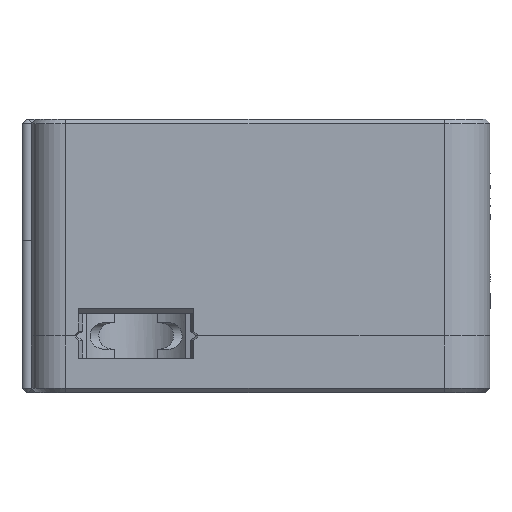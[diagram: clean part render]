
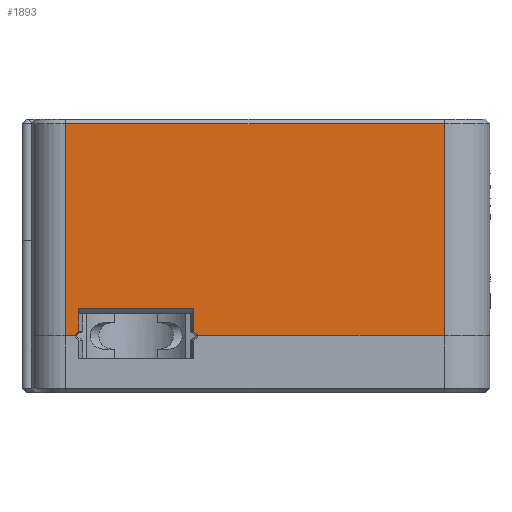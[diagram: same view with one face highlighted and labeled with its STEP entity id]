
A CAD part, left-side view. The second image highlights one B-rep face of the part: STEP entity #1893.
In plain terms, the highlighted planar face has unit normal (-1, 0, 0).
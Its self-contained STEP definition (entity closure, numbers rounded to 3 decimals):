
#88 = CARTESIAN_POINT ( 'NONE',  ( -11.3, 10., 0. ) ) ;
#323 = CARTESIAN_POINT ( 'NONE',  ( -11.3, -5.05, 0.4 ) ) ;
#363 = VERTEX_POINT ( 'NONE', #13308 ) ;
#483 = CARTESIAN_POINT ( 'NONE',  ( -11.3, -5.05, 0.4 ) ) ;
#732 = EDGE_LOOP ( 'NONE', ( #1269, #6023, #10000, #5427, #6778, #12871, #2021, #11950, #5148, #13750 ) ) ;
#840 = VERTEX_POINT ( 'NONE', #1648 ) ;
#871 = LINE ( 'NONE', #14029, #13922 ) ;
#1269 = ORIENTED_EDGE ( 'NONE', *, *, #2120, .F. ) ;
#1394 = EDGE_CURVE ( 'NONE', #363, #12270, #2179, .T. ) ;
#1648 = CARTESIAN_POINT ( 'NONE',  ( -11.3, 6.173, 18.6 ) ) ;
#1843 = DIRECTION ( 'NONE',  ( 0., 0., 1. ) ) ;
#1885 = CARTESIAN_POINT ( 'NONE',  ( -11.3, 10., 87.04 ) ) ;
#1886 = CARTESIAN_POINT ( 'NONE',  ( -11.3, 5.05, -2. ) ) ;
#1893 = ADVANCED_FACE ( 'NONE', ( #7447 ), #3241, .F. ) ;
#2021 = ORIENTED_EDGE ( 'NONE', *, *, #12822, .T. ) ;
#2078 = DIRECTION ( 'NONE',  ( 0., 0., 1. ) ) ;
#2090 = VERTEX_POINT ( 'NONE', #9699 ) ;
#2120 = EDGE_CURVE ( 'NONE', #11014, #12270, #871, .T. ) ;
#2179 = LINE ( 'NONE', #13013, #8244 ) ;
#2795 = VERTEX_POINT ( 'NONE', #5049 ) ;
#2956 = VECTOR ( 'NONE', #8101, 1000. ) ;
#3241 = PLANE ( 'NONE',  #12125 ) ;
#3666 = EDGE_CURVE ( 'NONE', #7206, #13523, #12390, .T. ) ;
#3926 = CARTESIAN_POINT ( 'NONE',  ( -11.3, 6.173, -5. ) ) ;
#4290 = CARTESIAN_POINT ( 'NONE',  ( -11.3, 6.173, 18.6 ) ) ;
#4942 = LINE ( 'NONE', #1886, #10251 ) ;
#5006 = VECTOR ( 'NONE', #12118, 1000. ) ;
#5049 = CARTESIAN_POINT ( 'NONE',  ( -11.3, -27., 18.6 ) ) ;
#5148 = ORIENTED_EDGE ( 'NONE', *, *, #12716, .T. ) ;
#5302 = DIRECTION ( 'NONE',  ( 0., 1., 0. ) ) ;
#5412 = DIRECTION ( 'NONE',  ( 0., 1., 0. ) ) ;
#5427 = ORIENTED_EDGE ( 'NONE', *, *, #6125, .T. ) ;
#5670 = VECTOR ( 'NONE', #1843, 1000. ) ;
#5790 = CARTESIAN_POINT ( 'NONE',  ( -11.3, -5.05, 2.4 ) ) ;
#5957 = DIRECTION ( 'NONE',  ( 0., 0., 1. ) ) ;
#6023 = ORIENTED_EDGE ( 'NONE', *, *, #7580, .T. ) ;
#6125 = EDGE_CURVE ( 'NONE', #2090, #2795, #10083, .T. ) ;
#6525 = DIRECTION ( 'NONE',  ( 1., 0., 0. ) ) ;
#6778 = ORIENTED_EDGE ( 'NONE', *, *, #12448, .T. ) ;
#6964 = LINE ( 'NONE', #483, #2956 ) ;
#7206 = VERTEX_POINT ( 'NONE', #8530 ) ;
#7447 = FACE_OUTER_BOUND ( 'NONE', #732, .T. ) ;
#7492 = LINE ( 'NONE', #4290, #12989 ) ;
#7555 = VECTOR ( 'NONE', #9758, 1000. ) ;
#7580 = EDGE_CURVE ( 'NONE', #11014, #9595, #6964, .T. ) ;
#7813 = VECTOR ( 'NONE', #11525, 1000. ) ;
#8101 = DIRECTION ( 'NONE',  ( 0., -0.707, -0.707 ) ) ;
#8244 = VECTOR ( 'NONE', #8744, 1000. ) ;
#8530 = CARTESIAN_POINT ( 'NONE',  ( -11.3, 5.45, 0. ) ) ;
#8649 = EDGE_CURVE ( 'NONE', #9715, #840, #9311, .T. ) ;
#8744 = DIRECTION ( 'NONE',  ( 0., -1., 0. ) ) ;
#9311 = LINE ( 'NONE', #3926, #5670 ) ;
#9595 = VERTEX_POINT ( 'NONE', #11466 ) ;
#9627 = LINE ( 'NONE', #11906, #7555 ) ;
#9699 = CARTESIAN_POINT ( 'NONE',  ( -11.3, -27., 0. ) ) ;
#9715 = VERTEX_POINT ( 'NONE', #12823 ) ;
#9758 = DIRECTION ( 'NONE',  ( 0., -1., 0. ) ) ;
#9762 = VECTOR ( 'NONE', #10198, 1000. ) ;
#9844 = EDGE_CURVE ( 'NONE', #9595, #2090, #13104, .T. ) ;
#10000 = ORIENTED_EDGE ( 'NONE', *, *, #9844, .T. ) ;
#10083 = LINE ( 'NONE', #12688, #9762 ) ;
#10198 = DIRECTION ( 'NONE',  ( 0., 0., 1. ) ) ;
#10251 = VECTOR ( 'NONE', #5957, 1000. ) ;
#11014 = VERTEX_POINT ( 'NONE', #323 ) ;
#11256 = CARTESIAN_POINT ( 'NONE',  ( -11.3, 5.05, 0.4 ) ) ;
#11466 = CARTESIAN_POINT ( 'NONE',  ( -11.3, -5.45, 0. ) ) ;
#11525 = DIRECTION ( 'NONE',  ( 0., -0.707, 0.707 ) ) ;
#11906 = CARTESIAN_POINT ( 'NONE',  ( -11.3, 10., 0. ) ) ;
#11950 = ORIENTED_EDGE ( 'NONE', *, *, #3666, .T. ) ;
#12118 = DIRECTION ( 'NONE',  ( 0., -1., 0. ) ) ;
#12125 = AXIS2_PLACEMENT_3D ( 'NONE', #1885, #6525, #5302 ) ;
#12270 = VERTEX_POINT ( 'NONE', #5790 ) ;
#12390 = LINE ( 'NONE', #11256, #7813 ) ;
#12448 = EDGE_CURVE ( 'NONE', #2795, #840, #7492, .T. ) ;
#12688 = CARTESIAN_POINT ( 'NONE',  ( -11.3, -27., 87.04 ) ) ;
#12703 = CARTESIAN_POINT ( 'NONE',  ( -11.3, 5.05, 0.4 ) ) ;
#12716 = EDGE_CURVE ( 'NONE', #13523, #363, #4942, .T. ) ;
#12822 = EDGE_CURVE ( 'NONE', #9715, #7206, #9627, .T. ) ;
#12823 = CARTESIAN_POINT ( 'NONE',  ( -11.3, 6.173, 0. ) ) ;
#12871 = ORIENTED_EDGE ( 'NONE', *, *, #8649, .F. ) ;
#12989 = VECTOR ( 'NONE', #5412, 1000. ) ;
#13013 = CARTESIAN_POINT ( 'NONE',  ( -11.3, -5.05, 2.4 ) ) ;
#13104 = LINE ( 'NONE', #88, #5006 ) ;
#13308 = CARTESIAN_POINT ( 'NONE',  ( -11.3, 5.05, 2.4 ) ) ;
#13523 = VERTEX_POINT ( 'NONE', #12703 ) ;
#13750 = ORIENTED_EDGE ( 'NONE', *, *, #1394, .T. ) ;
#13922 = VECTOR ( 'NONE', #2078, 1000. ) ;
#14029 = CARTESIAN_POINT ( 'NONE',  ( -11.3, -5.05, -2. ) ) ;
